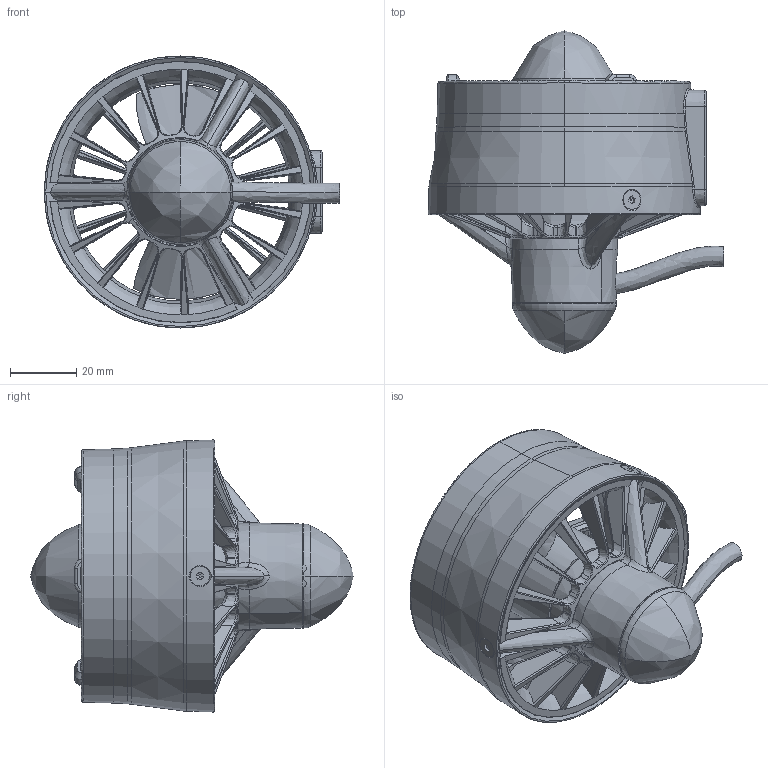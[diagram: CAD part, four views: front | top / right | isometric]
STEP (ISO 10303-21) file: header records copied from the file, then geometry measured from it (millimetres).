
FILE_DESCRIPTION (( 'STEP AP203' ), '1' );
FILE_NAME ('Z60-Z60F湍厙勤俋俋夤.STEP', '2025-01-12T08:22:15', ( '' ), ( '' ), 'SwSTEP 2.0', 'SolidWorks 2022', '' );
FILE_SCHEMA (( 'CONFIG_CONTROL_DESIGN' ));
Length unit declared in the file: millimetre
Products named in the file (1): Z60-Z60F湍厙勤俋俋夤
Bounding box: 89.55 x 97.81 x 82.44 mm (x, y, z)
Volume: 124290.2 mm3; surface area: 59201.8 mm2
Topology: 1 solids, 10 shells, 1579 faces, 4302 edges, 2674 vertices
Faces by surface type: bspline 637, plane 467, cone 227, cylinder 192, torus 56
Entity records: 109842 total; most frequent: CARTESIAN_POINT 77203, ORIENTED_EDGE 8554, DIRECTION 4331, EDGE_CURVE 4277, VERTEX_POINT 2674, B_SPLINE_CURVE_WITH_KNOTS 2411, AXIS2_PLACEMENT_3D 1727, EDGE_LOOP 1617
